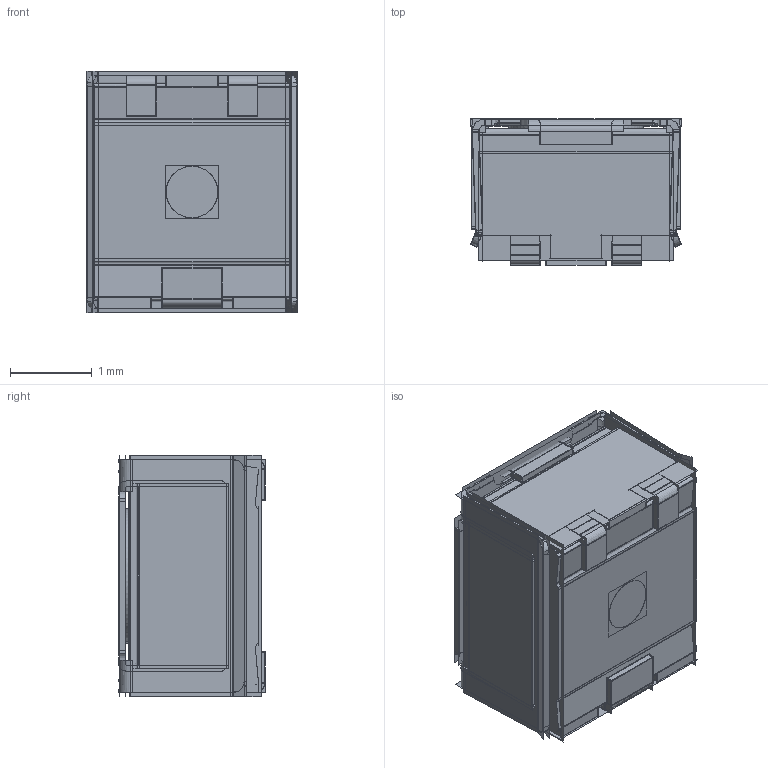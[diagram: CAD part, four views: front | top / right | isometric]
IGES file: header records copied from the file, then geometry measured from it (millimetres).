
Start section:  PTC IGES file: 3312J.igs
Global section: file name: 3312J.igs; native system: Creo Parametric by Parametric Technology Corporation; preprocessor: 2012230; author: stevec; organization: Unknown; date: 20121026.085135; units: inch
Bounding box: 2.59 x 1.8 x 2.96 mm (x, y, z)
Surface area: 1095.6 mm2
Topology: 10 solids, 21 shells, 972 faces, 5997 edges, 8387 vertices
Faces by surface type: bspline 700, revolution 272
